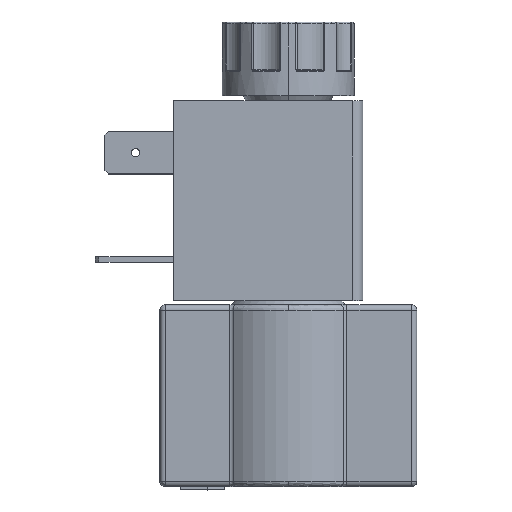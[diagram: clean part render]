
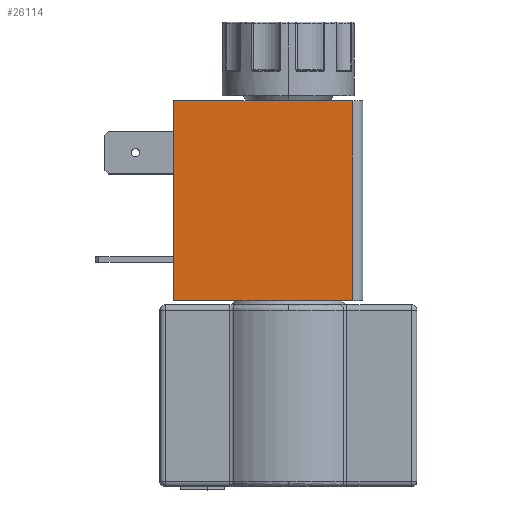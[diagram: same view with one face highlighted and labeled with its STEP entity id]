
A CAD part, top view. The second image highlights one B-rep face of the part: STEP entity #26114.
In plain terms, the highlighted planar face has unit normal (0, 0, 1).
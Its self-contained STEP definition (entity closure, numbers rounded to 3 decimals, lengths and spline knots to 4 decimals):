
#245 = EDGE_CURVE ( 'NONE', #15303, #11291, #13762, .T. ) ;
#1057 = VECTOR ( 'NONE', #3496, 39.3701 ) ;
#1095 = EDGE_CURVE ( 'NONE', #15608, #15303, #16444, .T. ) ;
#3496 = DIRECTION ( 'NONE',  ( 0., 1., 0. ) ) ;
#3769 = ORIENTED_EDGE ( 'NONE', *, *, #24577, .F. ) ;
#4410 = EDGE_LOOP ( 'NONE', ( #3769, #15033, #21061, #29571 ) ) ;
#6595 = CARTESIAN_POINT ( 'NONE',  ( -0.6693, 0.71, 0.435 ) ) ;
#6914 = CARTESIAN_POINT ( 'NONE',  ( -0.6693, 0.71, 0.435 ) ) ;
#7171 = CARTESIAN_POINT ( 'NONE',  ( 0.3747, 1.877, 0.435 ) ) ;
#7282 = FACE_OUTER_BOUND ( 'NONE', #4410, .T. ) ;
#7905 = VERTEX_POINT ( 'NONE', #7171 ) ;
#8779 = LINE ( 'NONE', #13914, #13925 ) ;
#9825 = DIRECTION ( 'NONE',  ( 0., 0., -1. ) ) ;
#11291 = VERTEX_POINT ( 'NONE', #19294 ) ;
#11495 = LINE ( 'NONE', #20148, #17449 ) ;
#13762 = LINE ( 'NONE', #22210, #1057 ) ;
#13914 = CARTESIAN_POINT ( 'NONE',  ( 0.3747, 0.71, 0.435 ) ) ;
#13925 = VECTOR ( 'NONE', #33914, 39.3701 ) ;
#15033 = ORIENTED_EDGE ( 'NONE', *, *, #25800, .F. ) ;
#15303 = VERTEX_POINT ( 'NONE', #6595 ) ;
#15608 = VERTEX_POINT ( 'NONE', #33353 ) ;
#16444 = LINE ( 'NONE', #18328, #19806 ) ;
#17449 = VECTOR ( 'NONE', #22707, 39.3701 ) ;
#18097 = DIRECTION ( 'NONE',  ( 0., 1., 0. ) ) ;
#18328 = CARTESIAN_POINT ( 'NONE',  ( -0.6693, 0.71, 0.435 ) ) ;
#19294 = CARTESIAN_POINT ( 'NONE',  ( -0.6693, 1.877, 0.435 ) ) ;
#19387 = DIRECTION ( 'NONE',  ( -1., 0., 0. ) ) ;
#19806 = VECTOR ( 'NONE', #19387, 39.3701 ) ;
#20148 = CARTESIAN_POINT ( 'NONE',  ( -0.6693, 1.877, 0.435 ) ) ;
#20860 = PLANE ( 'NONE',  #28571 ) ;
#21061 = ORIENTED_EDGE ( 'NONE', *, *, #245, .F. ) ;
#22210 = CARTESIAN_POINT ( 'NONE',  ( -0.6693, 0.71, 0.435 ) ) ;
#22707 = DIRECTION ( 'NONE',  ( 1., 0., 0. ) ) ;
#24577 = EDGE_CURVE ( 'NONE', #7905, #15608, #8779, .T. ) ;
#25800 = EDGE_CURVE ( 'NONE', #11291, #7905, #11495, .T. ) ;
#26114 = ADVANCED_FACE ( 'Defeatured_0_128', ( #7282 ), #20860, .F. ) ;
#28571 = AXIS2_PLACEMENT_3D ( 'NONE', #6914, #9825, #18097 ) ;
#29571 = ORIENTED_EDGE ( 'NONE', *, *, #1095, .F. ) ;
#33353 = CARTESIAN_POINT ( 'NONE',  ( 0.3747, 0.71, 0.435 ) ) ;
#33914 = DIRECTION ( 'NONE',  ( 0., -1., 0. ) ) ;
